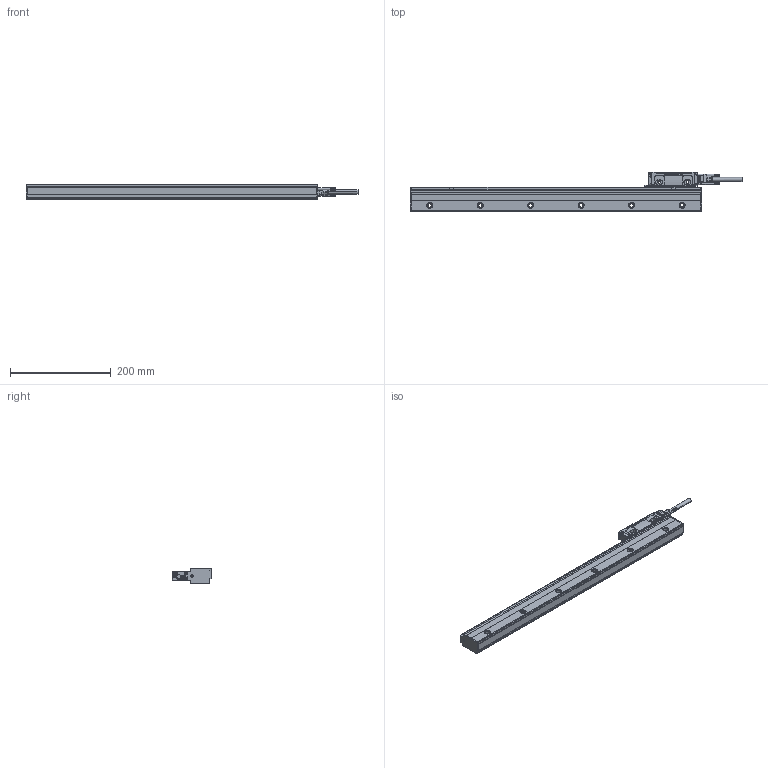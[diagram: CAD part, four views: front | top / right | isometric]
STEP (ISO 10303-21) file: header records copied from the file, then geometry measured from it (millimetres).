
FILE_DESCRIPTION(('CATIA V5 STEP'),'2;1');
FILE_NAME('SR87_L_044.stp','2010-05-26T07:26:43+00:00',('none'),('none'),'CATIA Version 5 Release 19 SP 6 (IN-10)','CATIA V5 STEP AP214','none');
FILE_SCHEMA(('AUTOMOTIVE_DESIGN { 1 0 10303 214 1 1 1 1 }'));
Products named in the file (3): SR87_L_044; SR87-044_S; SR87_head_L
Assembly tree (2 placements, depth 2):
  SR87_L_044
    SR87-044_S
    SR87_head_L
Bounding box: 657.7 x 78 x 29 mm (x, y, z)
Volume: 777089.2 mm3; surface area: 128791.8 mm2
Topology: 2 solids, 18 shells, 2487 faces, 6365 edges, 3822 vertices
Faces by surface type: plane 1156, cylinder 832, cone 175, torus 175, sphere 96, bspline 53
Entity records: 73662 total; most frequent: CARTESIAN_POINT 18816, ORIENTED_EDGE 12512, DIRECTION 9083, EDGE_CURVE 6246, AXIS2_PLACEMENT_3D 3892, VERTEX_POINT 3820, VECTOR 3311, LINE 3311
